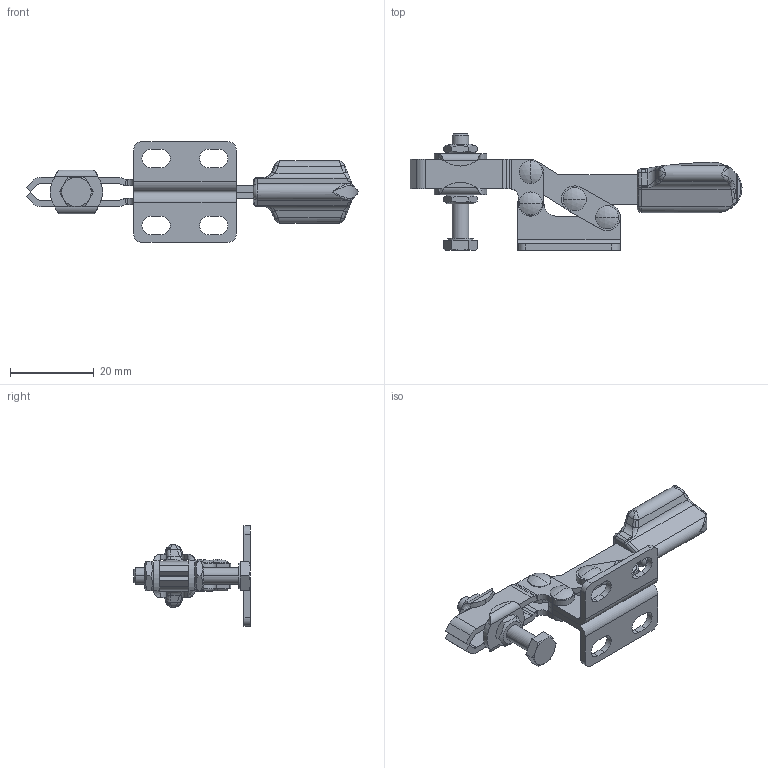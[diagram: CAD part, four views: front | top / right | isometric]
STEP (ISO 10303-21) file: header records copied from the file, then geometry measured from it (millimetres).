
FILE_DESCRIPTION((''),'2;1');
FILE_NAME('MH1UB.stp','2009-11-06T11:50:01',('David'),(''),'Autodesk Inventor 8','Autodesk Inventor 8','');
FILE_SCHEMA(('AUTOMOTIVE_DESIGN { 1 0 10303 214 1 1 1 1 }'));
Length unit declared in the file: millimetre
Products named in the file (7): MH1UB; MH1 B SIDEPLATE ASSEMBLY; MH1 U-BAR ASSEMBLY; MH1 LINK ASSEMBLY; MH1 HANDLE ASSEMBLY; ISO 4017  (Regular Thread) M4 x 25; MH1 FLANGED WASHER ASSEMBLY
Assembly tree (6 placements, depth 2):
  MH1UB
    MH1 B SIDEPLATE ASSEMBLY
    MH1 U-BAR ASSEMBLY
    MH1 LINK ASSEMBLY
    MH1 HANDLE ASSEMBLY
    ISO 4017  (Regular Thread) M4 x 25
    MH1 FLANGED WASHER ASSEMBLY
Bounding box: 79.17 x 27.8 x 24 mm (x, y, z)
Volume: 6009.3 mm3; surface area: 6933.8 mm2
Topology: 7 solids, 10 shells, 476 faces, 1175 edges, 723 vertices
Faces by surface type: cylinder 163, bspline 144, plane 117, cone 26, sphere 14, torus 12
Entity records: 20945 total; most frequent: CARTESIAN_POINT 9853, ORIENTED_EDGE 2322, DIRECTION 2264, EDGE_CURVE 1161, AXIS2_PLACEMENT_3D 892, VERTEX_POINT 723, EDGE_LOOP 524, CIRCLE 491
